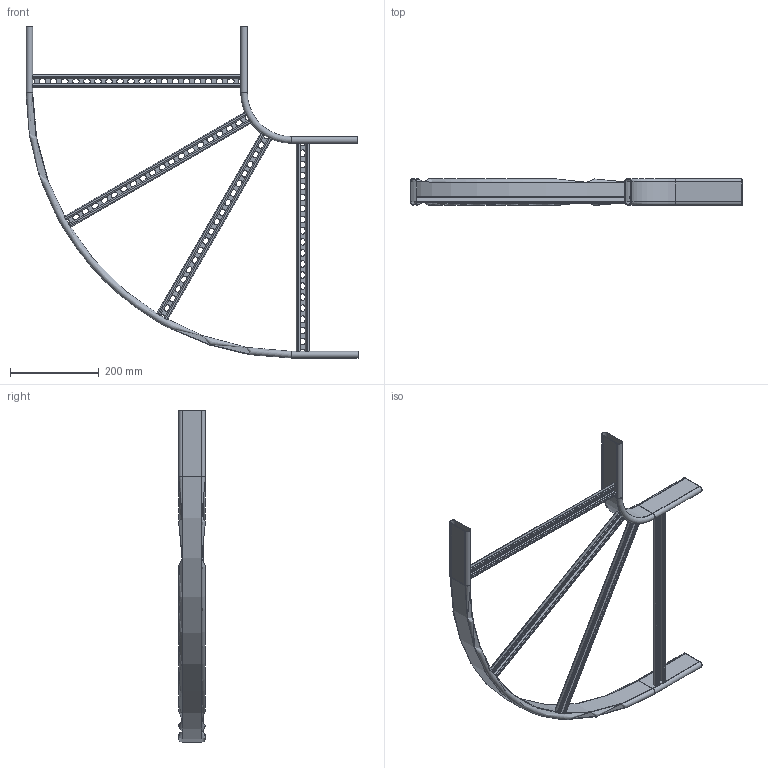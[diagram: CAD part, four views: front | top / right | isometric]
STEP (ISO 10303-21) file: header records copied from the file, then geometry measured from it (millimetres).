
FILE_DESCRIPTION (( 'STEP AP203' ), '1' );
FILE_NAME ('11-02-2984.STEP', '2013-05-14T09:47:44', ( 'asennus' ), ( '' ), 'SwSTEP 2.0', 'SolidWorks 2013', '' );
FILE_SCHEMA (( 'CONFIG_CONTROL_DESIGN' ));
Length unit declared in the file: millimetre
Products named in the file (1): 11-02-2984
Bounding box: 750 x 60 x 750 mm (x, y, z)
Volume: 341970.7 mm3; surface area: 691874.2 mm2
Topology: 6 solids, 6 shells, 580 faces, 1480 edges, 912 vertices
Faces by surface type: plane 340, cylinder 232, torus 8
Entity records: 17679 total; most frequent: DIRECTION 3106, CARTESIAN_POINT 2973, ORIENTED_EDGE 2960, EDGE_CURVE 1480, AXIS2_PLACEMENT_3D 1045, LINE 1016, VECTOR 1016, VERTEX_POINT 912
